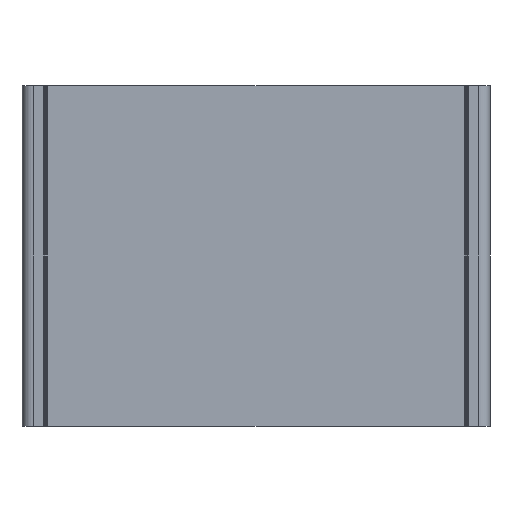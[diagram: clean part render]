
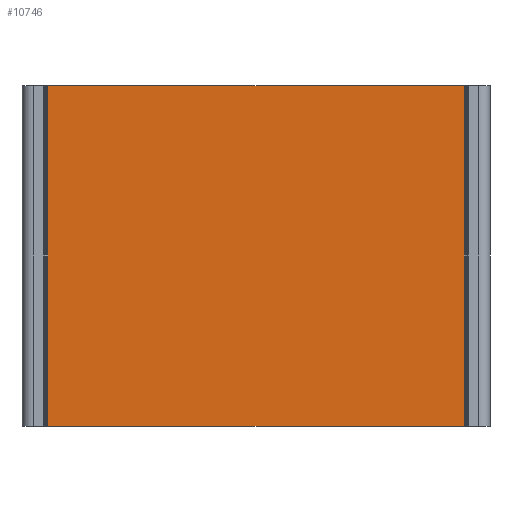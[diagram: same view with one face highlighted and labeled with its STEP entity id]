
A CAD part, front view. The second image highlights one B-rep face of the part: STEP entity #10746.
In plain terms, the highlighted planar face has unit normal (0, -1, 0).
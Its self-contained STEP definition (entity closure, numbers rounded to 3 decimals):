
#4057 = VERTEX_POINT('',#4058);
#4058 = CARTESIAN_POINT('',(73.42,-2.26,-60.));
#4065 = EDGE_CURVE('',#4066,#4057,#4068,.T.);
#4066 = VERTEX_POINT('',#4067);
#4067 = CARTESIAN_POINT('',(73.42,-2.26,60.));
#4068 = LINE('',#4069,#4070);
#4069 = CARTESIAN_POINT('',(73.42,-2.26,0.));
#4070 = VECTOR('',#4071,1.);
#4071 = DIRECTION('',(0.,0.,-1.));
#6483 = EDGE_CURVE('',#4057,#6484,#6486,.T.);
#6484 = VERTEX_POINT('',#6485);
#6485 = CARTESIAN_POINT('',(-73.42,-2.26,-60.));
#6486 = LINE('',#6487,#6488);
#6487 = CARTESIAN_POINT('',(0.,-2.26,-60.));
#6488 = VECTOR('',#6489,1.);
#6489 = DIRECTION('',(-1.,0.,0.));
#10746 = ADVANCED_FACE('',(#10747),#10765,.T.);
#10747 = FACE_BOUND('',#10748,.T.);
#10748 = EDGE_LOOP('',(#10749,#10757,#10763,#10764));
#10749 = ORIENTED_EDGE('',*,*,#10750,.T.);
#10750 = EDGE_CURVE('',#4066,#10751,#10753,.T.);
#10751 = VERTEX_POINT('',#10752);
#10752 = CARTESIAN_POINT('',(-73.42,-2.26,60.));
#10753 = LINE('',#10754,#10755);
#10754 = CARTESIAN_POINT('',(0.,-2.26,60.));
#10755 = VECTOR('',#10756,1.);
#10756 = DIRECTION('',(-1.,0.,0.));
#10757 = ORIENTED_EDGE('',*,*,#10758,.T.);
#10758 = EDGE_CURVE('',#10751,#6484,#10759,.T.);
#10759 = LINE('',#10760,#10761);
#10760 = CARTESIAN_POINT('',(-73.42,-2.26,0.));
#10761 = VECTOR('',#10762,1.);
#10762 = DIRECTION('',(0.,0.,-1.));
#10763 = ORIENTED_EDGE('',*,*,#6483,.F.);
#10764 = ORIENTED_EDGE('',*,*,#4065,.F.);
#10765 = PLANE('',#10766);
#10766 = AXIS2_PLACEMENT_3D('',#10767,#10768,#10769);
#10767 = CARTESIAN_POINT('',(0.,-2.26,0.));
#10768 = DIRECTION('',(0.,-1.,0.));
#10769 = DIRECTION('',(0.,0.,-1.));
